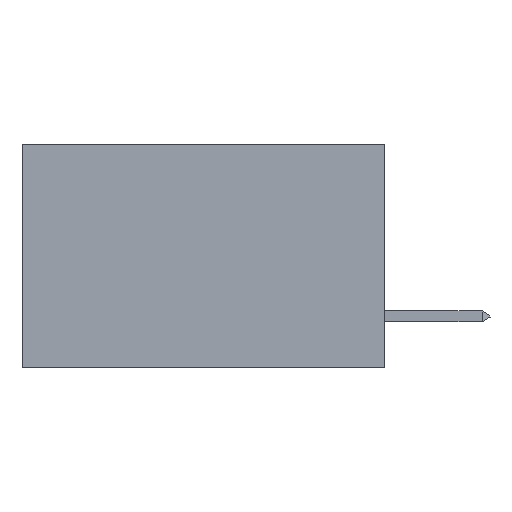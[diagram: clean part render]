
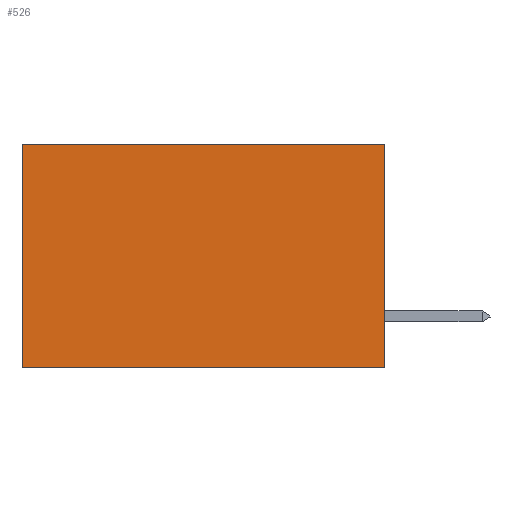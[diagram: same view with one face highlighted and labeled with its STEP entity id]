
A CAD part, left-side view. The second image highlights one B-rep face of the part: STEP entity #526.
In plain terms, the highlighted planar face has unit normal (-1, 0, 0).
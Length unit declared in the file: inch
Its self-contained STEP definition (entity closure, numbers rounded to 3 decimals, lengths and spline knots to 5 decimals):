
#148 = VECTOR ( 'NONE', #7036, 39.37008 ) ;
#170 = VECTOR ( 'NONE', #6022, 39.37008 ) ;
#343 = DIRECTION ( 'NONE',  ( 0., 0., -1. ) ) ;
#526 = ADVANCED_FACE ( 'NONE', ( #3502 ), #5541, .F. ) ;
#957 = CARTESIAN_POINT ( 'NONE',  ( 0.2875, 0.6, 0. ) ) ;
#1292 = VERTEX_POINT ( 'NONE', #6060 ) ;
#1437 = EDGE_CURVE ( 'NONE', #8356, #8440, #8441, .T. ) ;
#1479 = DIRECTION ( 'NONE',  ( 1., 0., 0. ) ) ;
#2227 = ORIENTED_EDGE ( 'NONE', *, *, #8240, .T. ) ;
#2445 = CARTESIAN_POINT ( 'NONE',  ( 0.2875, 0., -0.37 ) ) ;
#3052 = CARTESIAN_POINT ( 'NONE',  ( 0.2875, 0., -0.37 ) ) ;
#3502 = FACE_OUTER_BOUND ( 'NONE', #4177, .T. ) ;
#3632 = DIRECTION ( 'NONE',  ( 0., 1., 0. ) ) ;
#3821 = CARTESIAN_POINT ( 'NONE',  ( 0.2875, 0.6, -0.37 ) ) ;
#3839 = LINE ( 'NONE', #957, #4454 ) ;
#4177 = EDGE_LOOP ( 'NONE', ( #7153, #4536, #4845, #2227 ) ) ;
#4182 = CARTESIAN_POINT ( 'NONE',  ( 0.2875, 0., 0. ) ) ;
#4194 = VECTOR ( 'NONE', #3632, 39.37008 ) ;
#4454 = VECTOR ( 'NONE', #343, 39.37008 ) ;
#4536 = ORIENTED_EDGE ( 'NONE', *, *, #1437, .F. ) ;
#4845 = ORIENTED_EDGE ( 'NONE', *, *, #6262, .F. ) ;
#5096 = EDGE_CURVE ( 'NONE', #1292, #8440, #3839, .T. ) ;
#5394 = CARTESIAN_POINT ( 'NONE',  ( 0.2875, 0., 0. ) ) ;
#5541 = PLANE ( 'NONE',  #7323 ) ;
#5772 = LINE ( 'NONE', #5394, #170 ) ;
#6022 = DIRECTION ( 'NONE',  ( 0., 0., -1. ) ) ;
#6060 = CARTESIAN_POINT ( 'NONE',  ( 0.2875, 0.6, 0. ) ) ;
#6189 = CARTESIAN_POINT ( 'NONE',  ( 0.2875, 0., 0. ) ) ;
#6262 = EDGE_CURVE ( 'NONE', #7940, #8356, #5772, .T. ) ;
#7036 = DIRECTION ( 'NONE',  ( 0., 1., 0. ) ) ;
#7086 = LINE ( 'NONE', #8182, #4194 ) ;
#7153 = ORIENTED_EDGE ( 'NONE', *, *, #5096, .T. ) ;
#7323 = AXIS2_PLACEMENT_3D ( 'NONE', #4182, #1479, #8157 ) ;
#7940 = VERTEX_POINT ( 'NONE', #6189 ) ;
#8157 = DIRECTION ( 'NONE',  ( 0., 0., -1. ) ) ;
#8182 = CARTESIAN_POINT ( 'NONE',  ( 0.2875, 0., 0. ) ) ;
#8240 = EDGE_CURVE ( 'NONE', #7940, #1292, #7086, .T. ) ;
#8356 = VERTEX_POINT ( 'NONE', #2445 ) ;
#8440 = VERTEX_POINT ( 'NONE', #3821 ) ;
#8441 = LINE ( 'NONE', #3052, #148 ) ;
